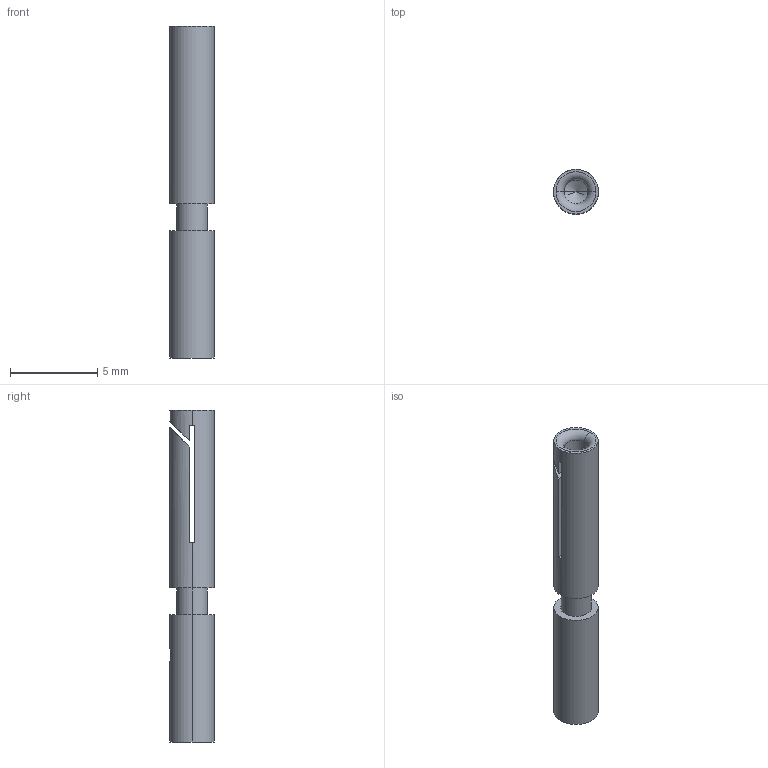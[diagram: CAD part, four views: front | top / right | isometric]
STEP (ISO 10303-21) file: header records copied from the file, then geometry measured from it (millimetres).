
FILE_DESCRIPTION (( 'STEP AP203' ), '1' );
FILE_NAME ('A2965-1-CN.STEP', '2013-11-06T14:07:50', ( '' ), ( '' ), 'SwSTEP 2.0', 'SolidWorks 2012', '' );
FILE_SCHEMA (( 'CONFIG_CONTROL_DESIGN' ));
Length unit declared in the file: inch
Products named in the file (1): A2965-1-CN
Bounding box: 2.57 x 2.57 x 19.05 mm (x, y, z)
Volume: 65 mm3; surface area: 244.8 mm2
Topology: 1 solids, 1 shells, 39 faces, 103 edges, 64 vertices
Faces by surface type: plane 17, cylinder 14, cone 6, torus 2
Entity records: 1304 total; most frequent: CARTESIAN_POINT 259, DIRECTION 211, ORIENTED_EDGE 198, EDGE_CURVE 99, AXIS2_PLACEMENT_3D 82, VERTEX_POINT 64, VECTOR 47, LINE 47
